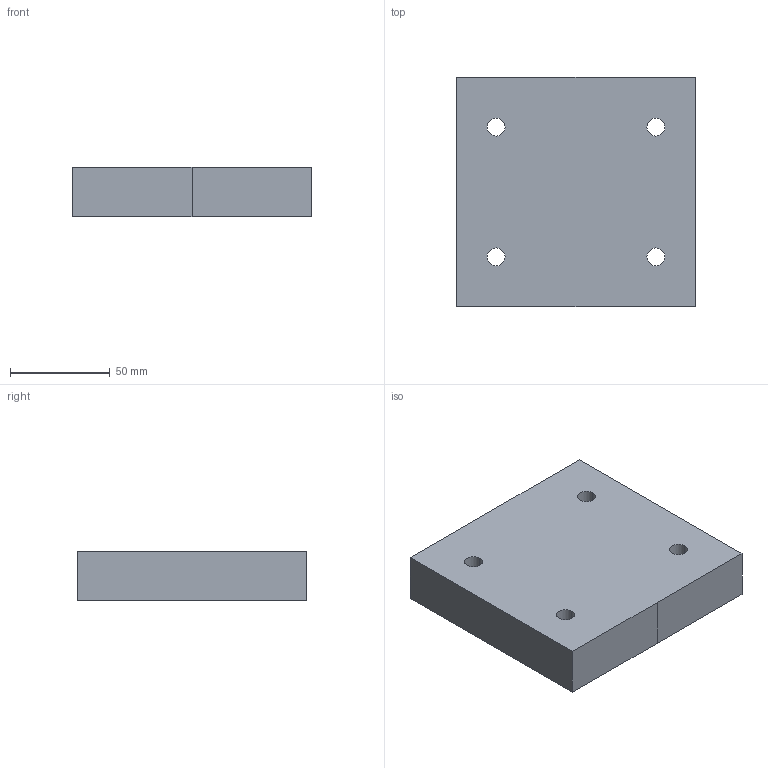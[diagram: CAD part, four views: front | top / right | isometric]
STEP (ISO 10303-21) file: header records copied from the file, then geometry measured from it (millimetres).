
FILE_DESCRIPTION(('CATIA V5 STEP','CAx-IF Rec.Pracs.--- Model Styling and Organization---1.4--- 2014-01-23'),'2;1');
FILE_NAME('PRT_rehausse fixe_ep25mm.stp','2023-07-26T10:13:42+00:00',('none'),('none'),'CATIA Version 5-6 Release 2019 SP3 HF67','CATIA V5 STEP AP214 v1','none');
FILE_SCHEMA(('AUTOMOTIVE_DESIGN { 1 0 10303 214 1 1 1 1 }'));
Length unit declared in the file: millimetre
Products named in the file (1): rehausse fixe
Bounding box: 120 x 115 x 25 mm (x, y, z)
Volume: 338638.3 mm3; surface area: 41668.5 mm2
Topology: 1 solids, 1 shells, 16 faces, 42 edges, 28 vertices
Faces by surface type: plane 8, cylinder 8
Entity records: 505 total; most frequent: ORIENTED_EDGE 84, CARTESIAN_POINT 82, DIRECTION 64, EDGE_CURVE 42, AXIS2_PLACEMENT_3D 28, VERTEX_POINT 28, VECTOR 26, LINE 26
